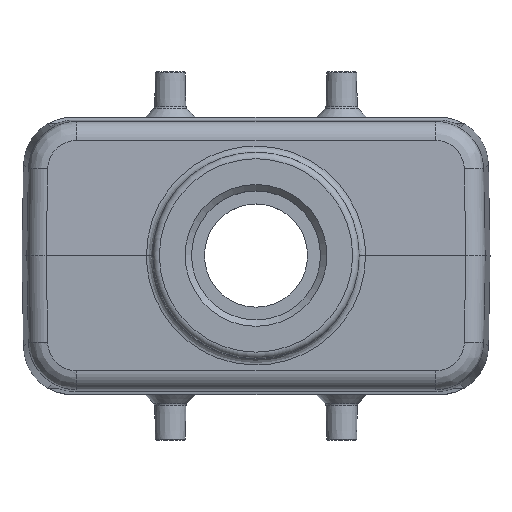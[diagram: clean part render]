
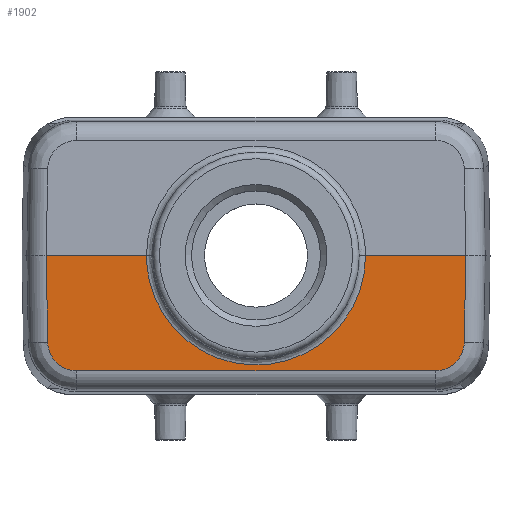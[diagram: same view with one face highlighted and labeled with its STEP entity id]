
A CAD part, top view. The second image highlights one B-rep face of the part: STEP entity #1902.
In plain terms, the highlighted planar face has unit normal (0, -0.018, 1).
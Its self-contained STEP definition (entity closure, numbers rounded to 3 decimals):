
#962=ELLIPSE('',#5177,17.003,17.);
#963=ELLIPSE('',#5178,4.505,4.5);
#964=ELLIPSE('',#5179,4.505,4.5);
#1200=LINE('',#7187,#1585);
#1201=LINE('',#7192,#1586);
#1245=LINE('',#7439,#1630);
#1246=LINE('',#7443,#1631);
#1247=LINE('',#7447,#1632);
#1585=VECTOR('',#5666,1.);
#1586=VECTOR('',#5669,1.);
#1630=VECTOR('',#5853,1.);
#1631=VECTOR('',#5856,1.);
#1632=VECTOR('',#5859,1.);
#1902=ADVANCED_FACE('',(#2298),#2130,.F.);
#2130=PLANE('',#5180);
#2298=FACE_OUTER_BOUND('',#2529,.T.);
#2529=EDGE_LOOP('',(#3127,#3128,#3129,#3130,#3131,#3132,#3133,#3134));
#3127=ORIENTED_EDGE('',*,*,#4550,.T.);
#3128=ORIENTED_EDGE('',*,*,#4640,.T.);
#3129=ORIENTED_EDGE('',*,*,#4548,.T.);
#3130=ORIENTED_EDGE('',*,*,#4641,.F.);
#3131=ORIENTED_EDGE('',*,*,#4642,.F.);
#3132=ORIENTED_EDGE('',*,*,#4643,.T.);
#3133=ORIENTED_EDGE('',*,*,#4644,.T.);
#3134=ORIENTED_EDGE('',*,*,#4645,.T.);
#4127=VERTEX_POINT('',#7188);
#4128=VERTEX_POINT('',#7189);
#4129=VERTEX_POINT('',#7191);
#4130=VERTEX_POINT('',#7193);
#4187=VERTEX_POINT('',#7440);
#4188=VERTEX_POINT('',#7442);
#4189=VERTEX_POINT('',#7444);
#4190=VERTEX_POINT('',#7446);
#4548=EDGE_CURVE('',#4127,#4128,#1200,.T.);
#4550=EDGE_CURVE('',#4130,#4129,#1201,.T.);
#4640=EDGE_CURVE('',#4129,#4127,#962,.T.);
#4641=EDGE_CURVE('',#4187,#4128,#1245,.T.);
#4642=EDGE_CURVE('',#4188,#4187,#963,.T.);
#4643=EDGE_CURVE('',#4188,#4189,#1246,.T.);
#4644=EDGE_CURVE('',#4189,#4190,#964,.T.);
#4645=EDGE_CURVE('',#4190,#4130,#1247,.T.);
#5177=AXIS2_PLACEMENT_3D('',#7438,#5851,#5852);
#5178=AXIS2_PLACEMENT_3D('',#7441,#5854,#5855);
#5179=AXIS2_PLACEMENT_3D('',#7445,#5857,#5858);
#5180=AXIS2_PLACEMENT_3D('',#7448,#5860,#5861);
#5666=DIRECTION('',(-1.,0.,0.));
#5669=DIRECTION('',(-1.,0.,0.));
#5851=DIRECTION('',(0.,0.017,-1.));
#5852=DIRECTION('',(0.,-1.,-0.017));
#5853=DIRECTION('',(-0.017,1.,0.017));
#5854=DIRECTION('',(0.,0.017,-1.));
#5855=DIRECTION('',(-0.531,-0.847,-0.015));
#5856=DIRECTION('',(1.,0.,0.));
#5857=DIRECTION('',(0.,-0.017,1.));
#5858=DIRECTION('',(0.531,-0.847,-0.015));
#5859=DIRECTION('',(0.017,1.,0.017));
#5860=DIRECTION('',(0.,0.017,-1.));
#5861=DIRECTION('',(0.,1.,0.017));
#7187=CARTESIAN_POINT('',(-36.3,0.,35.85));
#7188=CARTESIAN_POINT('',(-17.,0.,35.85));
#7189=CARTESIAN_POINT('',(-32.54,0.,35.85));
#7191=CARTESIAN_POINT('',(17.,0.,35.85));
#7192=CARTESIAN_POINT('',(-36.3,0.,35.85));
#7193=CARTESIAN_POINT('',(32.54,0.,35.85));
#7438=CARTESIAN_POINT('',(0.,0.017,35.85));
#7439=CARTESIAN_POINT('',(-32.541,0.05,35.851));
#7440=CARTESIAN_POINT('',(-32.311,-13.45,35.615));
#7441=CARTESIAN_POINT('',(-27.81,-13.368,35.617));
#7442=CARTESIAN_POINT('',(-27.815,-17.871,35.538));
#7443=CARTESIAN_POINT('',(-36.3,-17.871,35.538));
#7444=CARTESIAN_POINT('',(27.815,-17.871,35.538));
#7445=CARTESIAN_POINT('',(27.81,-13.368,35.617));
#7446=CARTESIAN_POINT('',(32.311,-13.45,35.615));
#7447=CARTESIAN_POINT('',(32.541,0.05,35.851));
#7448=CARTESIAN_POINT('',(-36.3,0.,35.85));
